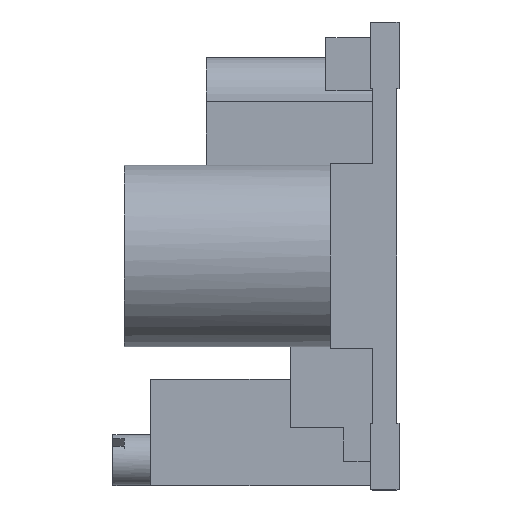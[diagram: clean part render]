
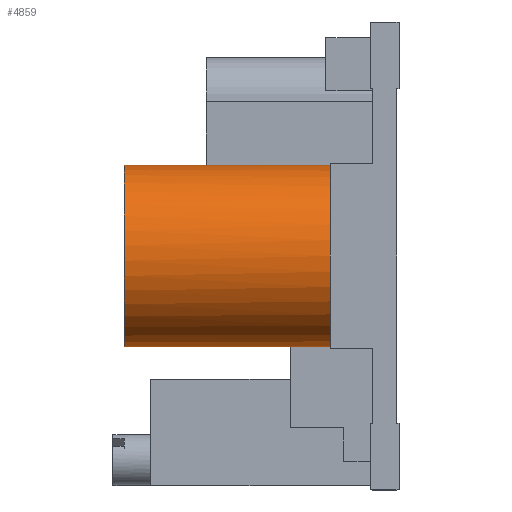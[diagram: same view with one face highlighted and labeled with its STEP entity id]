
A CAD part, left-side view. The second image highlights one B-rep face of the part: STEP entity #4859.
In plain terms, the highlighted cylindrical face has radius 4.1 mm (diameter 8.2 mm), a partial arc.
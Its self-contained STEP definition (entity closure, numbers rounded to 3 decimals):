
#18 = AXIS2_PLACEMENT_3D ( 'NONE', #7613, #3318, #8953 ) ;
#42 = DIRECTION ( 'NONE',  ( 0., 0., 1. ) ) ;
#201 = CARTESIAN_POINT ( 'NONE',  ( -17.35, 12.3, 4.1 ) ) ;
#275 = DIRECTION ( 'NONE',  ( 0., -1., 0. ) ) ;
#648 = CARTESIAN_POINT ( 'NONE',  ( -17.35, 12.3, 0. ) ) ;
#711 = EDGE_LOOP ( 'NONE', ( #3907, #3976, #8740, #7334, #3050 ) ) ;
#754 = CARTESIAN_POINT ( 'NONE',  ( -17.35, 3., 4.1 ) ) ;
#873 = CARTESIAN_POINT ( 'NONE',  ( -17.35, 3., 0. ) ) ;
#1056 = AXIS2_PLACEMENT_3D ( 'NONE', #648, #4158, #42 ) ;
#1706 = DIRECTION ( 'NONE',  ( 0., 0., 1. ) ) ;
#2495 = CARTESIAN_POINT ( 'NONE',  ( -21.034, 12.3, 1.8 ) ) ;
#2536 = CIRCLE ( 'NONE', #18, 4.1 ) ;
#2571 = VERTEX_POINT ( 'NONE', #2495 ) ;
#2600 = VERTEX_POINT ( 'NONE', #8912 ) ;
#2787 = CARTESIAN_POINT ( 'NONE',  ( -17.35, 12.3, 0. ) ) ;
#3050 = ORIENTED_EDGE ( 'NONE', *, *, #9102, .T. ) ;
#3271 = EDGE_CURVE ( 'NONE', #2600, #7568, #7958, .T. ) ;
#3318 = DIRECTION ( 'NONE',  ( 0., 1., 0. ) ) ;
#3907 = ORIENTED_EDGE ( 'NONE', *, *, #3271, .F. ) ;
#3976 = ORIENTED_EDGE ( 'NONE', *, *, #6802, .F. ) ;
#4158 = DIRECTION ( 'NONE',  ( 0., 1., 0. ) ) ;
#4483 = LINE ( 'NONE', #5915, #7839 ) ;
#4859 = ADVANCED_FACE ( 'NONE', ( #6431 ), #5085, .T. ) ;
#4940 = CARTESIAN_POINT ( 'NONE',  ( -17.35, 12.3, -4.1 ) ) ;
#4952 = DIRECTION ( 'NONE',  ( 0., -1., 0. ) ) ;
#5085 = CYLINDRICAL_SURFACE ( 'NONE', #8113, 4.1 ) ;
#5098 = AXIS2_PLACEMENT_3D ( 'NONE', #873, #8017, #1706 ) ;
#5198 = VERTEX_POINT ( 'NONE', #4940 ) ;
#5915 = CARTESIAN_POINT ( 'NONE',  ( -17.35, 12.3, -4.1 ) ) ;
#6431 = FACE_OUTER_BOUND ( 'NONE', #711, .T. ) ;
#6802 = EDGE_CURVE ( 'NONE', #2571, #2600, #8871, .T. ) ;
#6821 = CARTESIAN_POINT ( 'NONE',  ( -17.35, 3., -4.1 ) ) ;
#6995 = EDGE_CURVE ( 'NONE', #5198, #2571, #2536, .T. ) ;
#7334 = ORIENTED_EDGE ( 'NONE', *, *, #7672, .T. ) ;
#7568 = VERTEX_POINT ( 'NONE', #754 ) ;
#7613 = CARTESIAN_POINT ( 'NONE',  ( -17.35, 12.3, 0. ) ) ;
#7672 = EDGE_CURVE ( 'NONE', #5198, #9136, #4483, .T. ) ;
#7766 = DIRECTION ( 'NONE',  ( 0., 0., -1. ) ) ;
#7839 = VECTOR ( 'NONE', #275, 1000. ) ;
#7958 = LINE ( 'NONE', #201, #8190 ) ;
#8017 = DIRECTION ( 'NONE',  ( 0., 1., 0. ) ) ;
#8113 = AXIS2_PLACEMENT_3D ( 'NONE', #2787, #4952, #7766 ) ;
#8190 = VECTOR ( 'NONE', #8741, 1000. ) ;
#8497 = CIRCLE ( 'NONE', #5098, 4.1 ) ;
#8740 = ORIENTED_EDGE ( 'NONE', *, *, #6995, .F. ) ;
#8741 = DIRECTION ( 'NONE',  ( 0., -1., 0. ) ) ;
#8871 = CIRCLE ( 'NONE', #1056, 4.1 ) ;
#8912 = CARTESIAN_POINT ( 'NONE',  ( -17.35, 12.3, 4.1 ) ) ;
#8953 = DIRECTION ( 'NONE',  ( 0., 0., 1. ) ) ;
#9102 = EDGE_CURVE ( 'NONE', #9136, #7568, #8497, .T. ) ;
#9136 = VERTEX_POINT ( 'NONE', #6821 ) ;
